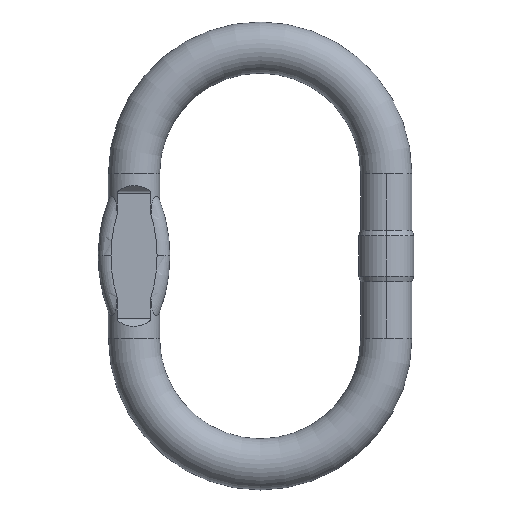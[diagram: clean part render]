
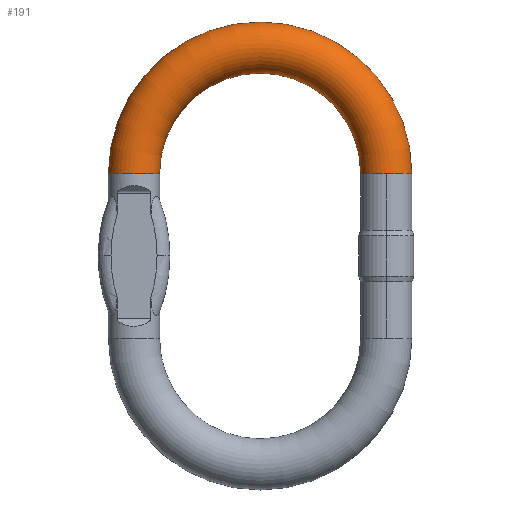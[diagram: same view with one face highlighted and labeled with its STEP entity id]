
A CAD part, top view. The second image highlights one B-rep face of the part: STEP entity #191.
In plain terms, the highlighted toroidal (fillet/blend) face has major radius 69 mm and minor radius 14 mm.
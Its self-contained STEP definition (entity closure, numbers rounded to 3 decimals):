
#191=ADVANCED_FACE('',(#541),#542,.T.);
#541=FACE_OUTER_BOUND('',#1059,.T.);
#542=TOROIDAL_SURFACE('',#1060,69.0,14.0);
#1059=EDGE_LOOP('',(#1618,#1619,#1620,#1621,#1622));
#1060=AXIS2_PLACEMENT_3D('',#1623,#1624,#1625);
#1618=ORIENTED_EDGE('',*,*,#3353,.F.);
#1619=ORIENTED_EDGE('',*,*,#3354,.F.);
#1620=ORIENTED_EDGE('',*,*,#3355,.F.);
#1621=ORIENTED_EDGE('',*,*,#3356,.T.);
#1622=ORIENTED_EDGE('',*,*,#3357,.T.);
#1623=CARTESIAN_POINT('',(0.,45.0,0.0));
#1624=DIRECTION('',(0.0,0.0,-1.0));
#1625=DIRECTION('',(-1.0,0.0,0.0));
#3353=EDGE_CURVE('',#3966,#3967,#3968,.T.);
#3354=EDGE_CURVE('',#3969,#3966,#3970,.T.);
#3355=EDGE_CURVE('',#3971,#3969,#3972,.T.);
#3356=EDGE_CURVE('',#3971,#3973,#3974,.T.);
#3357=EDGE_CURVE('',#3973,#3967,#3975,.T.);
#3966=VERTEX_POINT('',#4871);
#3967=VERTEX_POINT('',#4872);
#3968=CIRCLE('',#4873,83.0);
#3969=VERTEX_POINT('',#4874);
#3970=CIRCLE('',#4875,14.0);
#3971=VERTEX_POINT('',#4876);
#3972=CIRCLE('',#4877,55.0);
#3973=VERTEX_POINT('',#4878);
#3974=CIRCLE('',#4879,14.0);
#3975=CIRCLE('',#4880,14.0);
#4871=CARTESIAN_POINT('',(-83.0,45.0,0.));
#4872=CARTESIAN_POINT('',(83.0,45.,0.));
#4873=AXIS2_PLACEMENT_3D('',#6807,#6808,#6809);
#4874=CARTESIAN_POINT('',(-55.0,45.0,0.0));
#4875=AXIS2_PLACEMENT_3D('',#6810,#6811,#6812);
#4876=CARTESIAN_POINT('',(55.,45.,0.0));
#4877=AXIS2_PLACEMENT_3D('',#6813,#6814,#6815);
#4878=CARTESIAN_POINT('',(69.,45.,14.0));
#4879=AXIS2_PLACEMENT_3D('',#6816,#6817,#6818);
#4880=AXIS2_PLACEMENT_3D('',#6819,#6820,#6821);
#6807=CARTESIAN_POINT('',(0.,45.0,0.));
#6808=DIRECTION('',(0.0,0.0,-1.0));
#6809=DIRECTION('',(-1.0,0.0,0.0));
#6810=CARTESIAN_POINT('',(-69.0,45.0,0.0));
#6811=DIRECTION('',(0.,-1.0,0.0));
#6812=DIRECTION('',(1.0,0.,0.0));
#6813=CARTESIAN_POINT('',(0.,45.0,0.));
#6814=DIRECTION('',(0.0,-0.0,1.0));
#6815=DIRECTION('',(-1.0,0.0,0.0));
#6816=CARTESIAN_POINT('',(69.0,45.,0.0));
#6817=DIRECTION('',(0.,1.0,0.0));
#6818=DIRECTION('',(-1.0,0.,0.0));
#6819=CARTESIAN_POINT('',(69.0,45.,0.0));
#6820=DIRECTION('',(0.,1.0,0.0));
#6821=DIRECTION('',(-1.0,0.,0.0));
